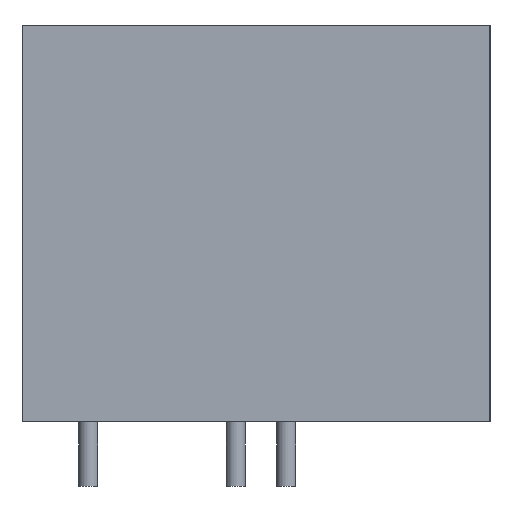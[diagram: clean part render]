
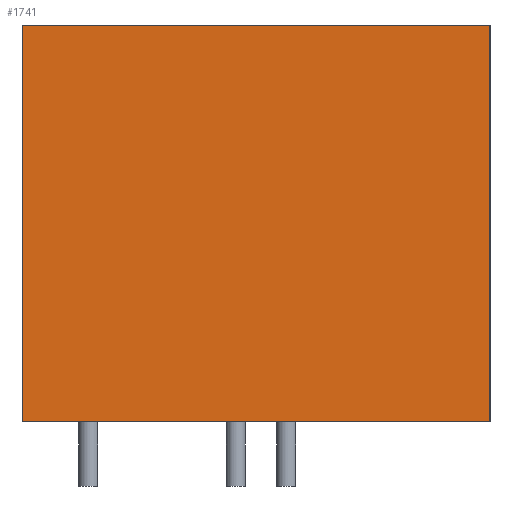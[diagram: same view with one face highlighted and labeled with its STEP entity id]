
A CAD part, left-side view. The second image highlights one B-rep face of the part: STEP entity #1741.
In plain terms, the highlighted planar face has unit normal (-1, 0, 0).
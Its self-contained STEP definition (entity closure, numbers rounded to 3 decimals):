
#1741=ADVANCED_FACE('',(#3172),#3174,.T.);
#3172=FACE_BOUND('',#3173,.T.);
#3173=EDGE_LOOP('',(#4368,#4369,#4370,#4371));
#3174=PLANE('',#3175);
#3175=AXIS2_PLACEMENT_3D('',#3176,#3177,#3178);
#3176=CARTESIAN_POINT('',(0.,25.4,0.));
#3177=DIRECTION('',(-1.,0.,0.));
#3178=DIRECTION('',(0.,-1.,0.));
#4368=ORIENTED_EDGE('',*,*,#4576,.T.);
#4369=ORIENTED_EDGE('',*,*,#4952,.T.);
#4370=ORIENTED_EDGE('',*,*,#4390,.F.);
#4371=ORIENTED_EDGE('',*,*,#4951,.F.);
#4390=EDGE_CURVE('',#4960,#4962,#4963,.T.);
#4576=EDGE_CURVE('',#5334,#5331,#5335,.T.);
#4951=EDGE_CURVE('',#5334,#4960,#5898,.T.);
#4952=EDGE_CURVE('',#5331,#4962,#5899,.T.);
#4960=VERTEX_POINT('',#5913);
#4962=VERTEX_POINT('',#5917);
#4963=LINE('',#5918,#5919);
#5331=VERTEX_POINT('',#6756);
#5334=VERTEX_POINT('',#6761);
#5335=LINE('',#6762,#6763);
#5898=LINE('',#8179,#8180);
#5899=LINE('',#8182,#8183);
#5913=CARTESIAN_POINT('',(0.,25.4,21.5));
#5917=CARTESIAN_POINT('',(0.,0.,21.5));
#5918=CARTESIAN_POINT('',(0.,25.4,21.5));
#5919=VECTOR('',#5920,1.);
#5920=DIRECTION('',(0.,-1.,0.));
#6756=CARTESIAN_POINT('',(0.,0.,0.));
#6761=CARTESIAN_POINT('',(0.,25.4,0.));
#6762=CARTESIAN_POINT('',(0.,25.4,0.));
#6763=VECTOR('',#6764,1.);
#6764=DIRECTION('',(0.,-1.,0.));
#8179=CARTESIAN_POINT('',(0.,25.4,0.));
#8180=VECTOR('',#8181,1.);
#8181=DIRECTION('',(0.,0.,1.));
#8182=CARTESIAN_POINT('',(0.,0.,0.));
#8183=VECTOR('',#8184,1.);
#8184=DIRECTION('',(0.,0.,1.));
